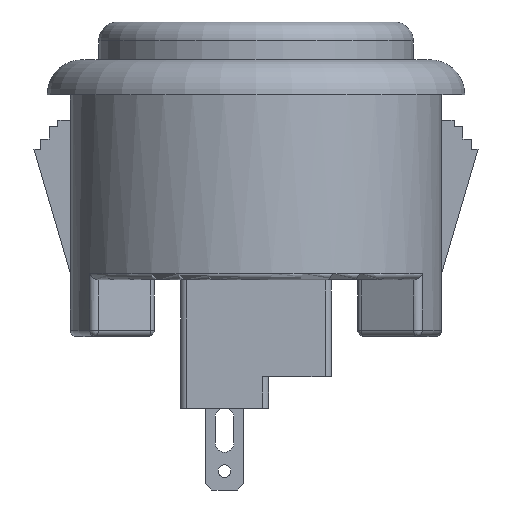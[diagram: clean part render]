
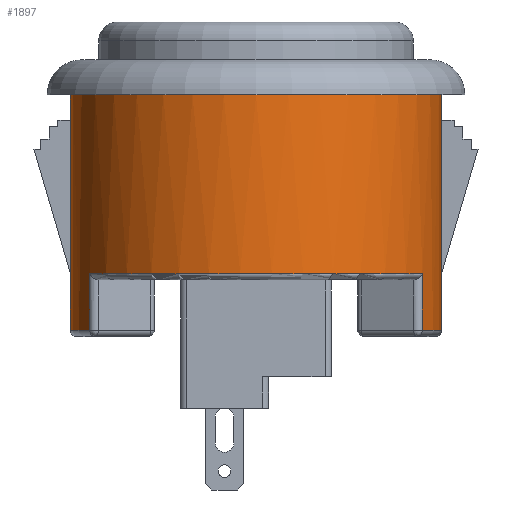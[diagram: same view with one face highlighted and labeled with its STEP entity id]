
A CAD part, front view. The second image highlights one B-rep face of the part: STEP entity #1897.
In plain terms, the highlighted cylindrical face has radius 14.75 mm (diameter 29.5 mm), a full revolution.
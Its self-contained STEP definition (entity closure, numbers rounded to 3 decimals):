
#55=CYLINDRICAL_SURFACE('',#2100,14.75);
#71=FACE_BOUND('',#324,.T.);
#106=CIRCLE('',#2028,14.75);
#137=CIRCLE('',#2075,14.75);
#141=CIRCLE('',#2081,14.75);
#142=CIRCLE('',#2082,14.75);
#144=CIRCLE('',#2087,14.75);
#149=CIRCLE('',#2101,14.75);
#213=FACE_OUTER_BOUND('',#323,.T.);
#323=EDGE_LOOP('',(#1453,#1454,#1455,#1456,#1457,#1458,#1459,#1460,#1461,
#1462,#1463,#1464,#1465,#1466,#1467,#1468));
#324=EDGE_LOOP('',(#1469,#1470));
#450=LINE('',#2989,#625);
#455=LINE('',#3016,#630);
#459=LINE('',#3039,#634);
#460=LINE('',#3080,#635);
#473=LINE('',#3121,#648);
#474=LINE('',#3123,#649);
#475=LINE('',#3124,#650);
#476=LINE('',#3127,#651);
#625=VECTOR('',#2396,10.);
#630=VECTOR('',#2425,10.);
#634=VECTOR('',#2451,10.);
#635=VECTOR('',#2462,10.);
#648=VECTOR('',#2523,14.75);
#649=VECTOR('',#2524,10.);
#650=VECTOR('',#2525,14.75);
#651=VECTOR('',#2526,10.);
#800=VERTEX_POINT('',#2914);
#801=VERTEX_POINT('',#2915);
#816=VERTEX_POINT('',#2985);
#823=VERTEX_POINT('',#3007);
#827=VERTEX_POINT('',#3022);
#832=VERTEX_POINT('',#3032);
#834=VERTEX_POINT('',#3038);
#836=VERTEX_POINT('',#3059);
#839=VERTEX_POINT('',#3086);
#840=VERTEX_POINT('',#3118);
#841=VERTEX_POINT('',#3120);
#842=VERTEX_POINT('',#3122);
#843=VERTEX_POINT('',#3125);
#844=VERTEX_POINT('',#3126);
#995=EDGE_CURVE('',#800,#801,#106,.T.);
#1016=EDGE_CURVE('',#801,#816,#450,.T.);
#1029=EDGE_CURVE('',#823,#800,#455,.T.);
#1040=EDGE_CURVE('',#827,#834,#459,.T.);
#1043=EDGE_CURVE('',#834,#836,#137,.T.);
#1046=EDGE_CURVE('',#836,#832,#460,.T.);
#1050=EDGE_CURVE('',#832,#839,#141,.T.);
#1051=EDGE_CURVE('',#839,#823,#142,.T.);
#1057=EDGE_CURVE('',#816,#827,#144,.T.);
#1069=EDGE_CURVE('',#840,#840,#149,.T.);
#1070=EDGE_CURVE('',#840,#841,#473,.T.);
#1071=EDGE_CURVE('',#842,#841,#474,.T.);
#1072=EDGE_CURVE('',#842,#839,#475,.T.);
#1073=EDGE_CURVE('',#843,#844,#476,.T.);
#1453=ORIENTED_EDGE('',*,*,#1069,.F.);
#1454=ORIENTED_EDGE('',*,*,#1070,.T.);
#1455=ORIENTED_EDGE('',*,*,#1071,.F.);
#1456=ORIENTED_EDGE('',*,*,#1072,.T.);
#1457=ORIENTED_EDGE('',*,*,#1050,.F.);
#1458=ORIENTED_EDGE('',*,*,#1046,.F.);
#1459=ORIENTED_EDGE('',*,*,#1043,.F.);
#1460=ORIENTED_EDGE('',*,*,#1040,.F.);
#1461=ORIENTED_EDGE('',*,*,#1057,.F.);
#1462=ORIENTED_EDGE('',*,*,#1016,.F.);
#1463=ORIENTED_EDGE('',*,*,#995,.F.);
#1464=ORIENTED_EDGE('',*,*,#1029,.F.);
#1465=ORIENTED_EDGE('',*,*,#1051,.F.);
#1466=ORIENTED_EDGE('',*,*,#1072,.F.);
#1467=ORIENTED_EDGE('',*,*,#1071,.T.);
#1468=ORIENTED_EDGE('',*,*,#1070,.F.);
#1469=ORIENTED_EDGE('',*,*,#1073,.T.);
#1470=ORIENTED_EDGE('',*,*,#1073,.F.);
#1897=ADVANCED_FACE('',(#213,#71),#55,.T.);
#2028=AXIS2_PLACEMENT_3D('',#2916,#2348,#2349);
#2075=AXIS2_PLACEMENT_3D('',#3060,#2456,#2457);
#2081=AXIS2_PLACEMENT_3D('',#3087,#2470,#2471);
#2082=AXIS2_PLACEMENT_3D('',#3088,#2472,#2473);
#2087=AXIS2_PLACEMENT_3D('',#3097,#2486,#2487);
#2100=AXIS2_PLACEMENT_3D('',#3117,#2519,#2520);
#2101=AXIS2_PLACEMENT_3D('',#3119,#2521,#2522);
#2348=DIRECTION('center_axis',(0.,0.,-1.));
#2349=DIRECTION('ref_axis',(0.,1.,0.));
#2396=DIRECTION('',(0.,0.,-1.));
#2425=DIRECTION('',(0.,0.,1.));
#2451=DIRECTION('',(0.,0.,1.));
#2456=DIRECTION('center_axis',(0.,0.,-1.));
#2457=DIRECTION('ref_axis',(0.,-1.,0.));
#2462=DIRECTION('',(0.,0.,-1.));
#2470=DIRECTION('center_axis',(0.,0.,-1.));
#2471=DIRECTION('ref_axis',(-1.,0.,0.));
#2472=DIRECTION('center_axis',(0.,0.,-1.));
#2473=DIRECTION('ref_axis',(-1.,0.,0.));
#2486=DIRECTION('center_axis',(0.,0.,-1.));
#2487=DIRECTION('ref_axis',(1.,0.,0.));
#2519=DIRECTION('center_axis',(0.,0.,1.));
#2520=DIRECTION('ref_axis',(1.,0.,0.));
#2521=DIRECTION('center_axis',(0.,0.,1.));
#2522=DIRECTION('ref_axis',(1.,0.,0.));
#2523=DIRECTION('',(0.,0.,-1.));
#2524=DIRECTION('',(0.,0.,1.));
#2525=DIRECTION('',(0.,0.,-1.));
#2526=DIRECTION('',(0.,0.,1.));
#2914=CARTESIAN_POINT('',(-13.221,6.54,0.5));
#2915=CARTESIAN_POINT('',(13.221,6.54,0.5));
#2916=CARTESIAN_POINT('Origin',(0.,0.,0.5));
#2985=CARTESIAN_POINT('',(13.221,6.54,-4.));
#2989=CARTESIAN_POINT('',(13.221,6.54,0.));
#3007=CARTESIAN_POINT('',(-13.221,6.54,-4.));
#3016=CARTESIAN_POINT('',(-13.221,6.54,0.));
#3022=CARTESIAN_POINT('',(13.221,-6.54,-4.));
#3032=CARTESIAN_POINT('',(-13.221,-6.54,-4.));
#3038=CARTESIAN_POINT('',(13.221,-6.54,0.5));
#3039=CARTESIAN_POINT('',(13.221,-6.54,0.));
#3059=CARTESIAN_POINT('',(-13.221,-6.54,0.5));
#3060=CARTESIAN_POINT('Origin',(0.,0.,0.5));
#3080=CARTESIAN_POINT('',(-13.221,-6.54,0.));
#3086=CARTESIAN_POINT('',(-14.75,0.,-4.));
#3087=CARTESIAN_POINT('Origin',(0.,0.,-4.));
#3088=CARTESIAN_POINT('Origin',(0.,0.,-4.));
#3097=CARTESIAN_POINT('Origin',(0.,0.,-4.));
#3117=CARTESIAN_POINT('Origin',(0.,0.,0.));
#3118=CARTESIAN_POINT('',(-14.75,0.,14.7));
#3119=CARTESIAN_POINT('Origin',(0.,0.,14.7));
#3120=CARTESIAN_POINT('',(-14.75,0.,12.7));
#3121=CARTESIAN_POINT('',(-14.75,0.,0.));
#3122=CARTESIAN_POINT('',(-14.75,0.,0.5));
#3123=CARTESIAN_POINT('',(-14.75,0.,0.));
#3124=CARTESIAN_POINT('',(-14.75,0.,0.));
#3125=CARTESIAN_POINT('',(14.75,0.,0.5));
#3126=CARTESIAN_POINT('',(14.75,0.,12.7));
#3127=CARTESIAN_POINT('',(14.75,0.,0.));
